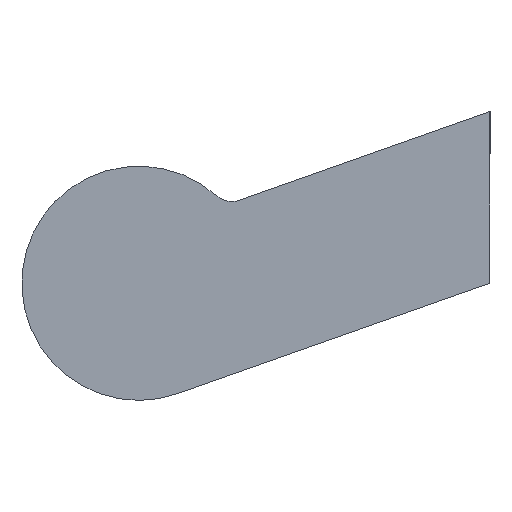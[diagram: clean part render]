
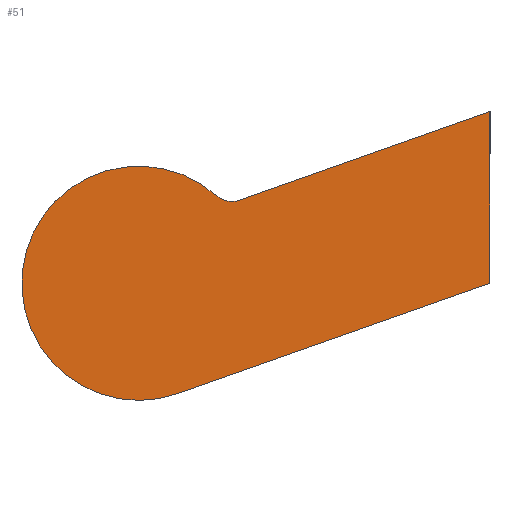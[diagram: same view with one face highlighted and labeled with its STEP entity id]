
A CAD part, left-side view. The second image highlights one B-rep face of the part: STEP entity #51.
In plain terms, the highlighted planar face has unit normal (-1, 0, 0).
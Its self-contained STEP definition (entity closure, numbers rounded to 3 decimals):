
#51 = ADVANCED_FACE( '', ( #111 ), #112, .F. );
#111 = FACE_OUTER_BOUND( '', #184, .T. );
#112 = PLANE( '', #185 );
#184 = EDGE_LOOP( '', ( #269, #270, #271, #272, #273 ) );
#185 = AXIS2_PLACEMENT_3D( '', #274, #275, #276 );
#269 = ORIENTED_EDGE( '', *, *, #407, .F. );
#270 = ORIENTED_EDGE( '', *, *, #408, .T. );
#271 = ORIENTED_EDGE( '', *, *, #409, .F. );
#272 = ORIENTED_EDGE( '', *, *, #410, .F. );
#273 = ORIENTED_EDGE( '', *, *, #411, .F. );
#274 = CARTESIAN_POINT( '', ( -82.5, 45., 0. ) );
#275 = DIRECTION( '', ( 1., 0., 0. ) );
#276 = DIRECTION( '', ( 0., 0., -1. ) );
#407 = EDGE_CURVE( '', #479, #480, #481, .T. );
#408 = EDGE_CURVE( '', #479, #482, #483, .T. );
#409 = EDGE_CURVE( '', #484, #482, #485, .T. );
#410 = EDGE_CURVE( '', #486, #484, #487, .T. );
#411 = EDGE_CURVE( '', #480, #486, #488, .T. );
#479 = VERTEX_POINT( '', #569 );
#480 = VERTEX_POINT( '', #570 );
#481 = LINE( '', #571, #572 );
#482 = VERTEX_POINT( '', #573 );
#483 = CIRCLE( '', #574, 3. );
#484 = VERTEX_POINT( '', #575 );
#485 = CIRCLE( '', #576, 15. );
#486 = VERTEX_POINT( '', #577 );
#487 = LINE( '', #578, #579 );
#488 = LINE( '', #580, #581 );
#569 = CARTESIAN_POINT( '', ( -82.5, 32.079, 10.658 ) );
#570 = CARTESIAN_POINT( '', ( -82.5, 0., 22. ) );
#571 = CARTESIAN_POINT( '', ( -82.5, 32.079, 10.658 ) );
#572 = VECTOR( '', #655, 1000. );
#573 = CARTESIAN_POINT( '', ( -82.5, 35.066, 11.239 ) );
#574 = AXIS2_PLACEMENT_3D( '', #656, #657, #658 );
#575 = CARTESIAN_POINT( '', ( -82.5, 40., -14.142 ) );
#576 = AXIS2_PLACEMENT_3D( '', #659, #660, #661 );
#577 = CARTESIAN_POINT( '', ( -82.5, 0., 0. ) );
#578 = CARTESIAN_POINT( '', ( -82.5, 0., 0. ) );
#579 = VECTOR( '', #662, 1000. );
#580 = CARTESIAN_POINT( '', ( -82.5, 0., 22. ) );
#581 = VECTOR( '', #663, 1000. );
#655 = DIRECTION( '', ( 0., -0.943, 0.333 ) );
#656 = CARTESIAN_POINT( '', ( -82.5, 33.079, 13.487 ) );
#657 = DIRECTION( '', ( 1., 0., 0. ) );
#658 = DIRECTION( '', ( 0., 0., -1. ) );
#659 = CARTESIAN_POINT( '', ( -82.5, 45., 0. ) );
#660 = DIRECTION( '', ( 1., 0., 0. ) );
#661 = DIRECTION( '', ( 0., 0., -1. ) );
#662 = DIRECTION( '', ( 0., 0.943, -0.333 ) );
#663 = DIRECTION( '', ( 0., 0., -1. ) );
